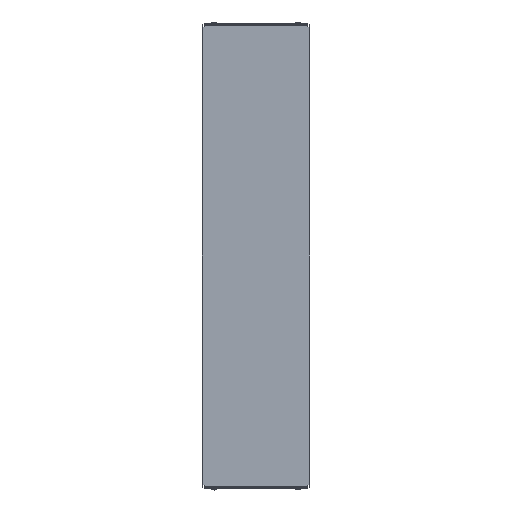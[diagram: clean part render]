
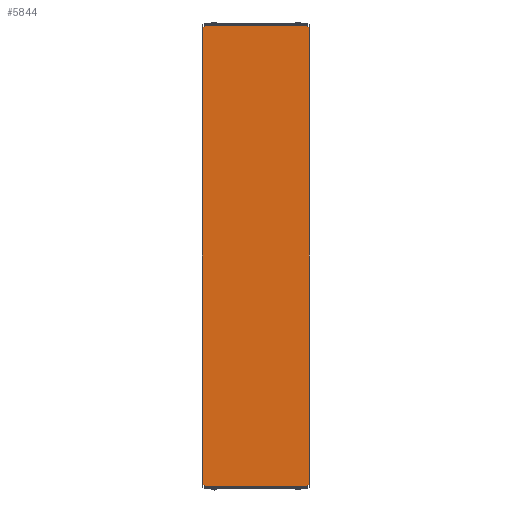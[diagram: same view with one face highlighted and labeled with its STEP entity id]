
A CAD part, left-side view. The second image highlights one B-rep face of the part: STEP entity #5844.
In plain terms, the highlighted face is planar.
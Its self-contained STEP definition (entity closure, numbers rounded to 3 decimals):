
#4 = CARTESIAN_POINT ( 'NONE',  ( -300.5, 139.5, -0.5 ) ) ;
#94 = DIRECTION ( 'NONE',  ( 0., -1., 0. ) ) ;
#276 = ORIENTED_EDGE ( 'NONE', *, *, #8368, .T. ) ;
#430 = VERTEX_POINT ( 'NONE', #4784 ) ;
#439 = VECTOR ( 'NONE', #6073, 1000. ) ;
#447 = CARTESIAN_POINT ( 'NONE',  ( -303., 2.3, -0.5 ) ) ;
#496 = VERTEX_POINT ( 'NONE', #4324 ) ;
#501 = CARTESIAN_POINT ( 'NONE',  ( -300.5, 0.5, -0.5 ) ) ;
#568 = VECTOR ( 'NONE', #5623, 1000. ) ;
#617 = LINE ( 'NONE', #6095, #3374 ) ;
#641 = VERTEX_POINT ( 'NONE', #2360 ) ;
#643 = LINE ( 'NONE', #2833, #568 ) ;
#655 = ORIENTED_EDGE ( 'NONE', *, *, #6184, .F. ) ;
#805 = VECTOR ( 'NONE', #3399, 1000. ) ;
#905 = PLANE ( 'NONE',  #5409 ) ;
#945 = FACE_OUTER_BOUND ( 'NONE', #4343, .T. ) ;
#949 = VERTEX_POINT ( 'NONE', #4 ) ;
#953 = CARTESIAN_POINT ( 'NONE',  ( -300.5, 0.5, -0.5 ) ) ;
#1013 = ORIENTED_EDGE ( 'NONE', *, *, #1409, .T. ) ;
#1060 = DIRECTION ( 'NONE',  ( 1., 0., 0. ) ) ;
#1186 = CARTESIAN_POINT ( 'NONE',  ( 300.5, 0.5, -0.5 ) ) ;
#1189 = LINE ( 'NONE', #501, #6161 ) ;
#1202 = VERTEX_POINT ( 'NONE', #7443 ) ;
#1201 = VECTOR ( 'NONE', #4507, 1000. ) ;
#1257 = EDGE_CURVE ( 'NONE', #3573, #2344, #4710, .T. ) ;
#1290 = ORIENTED_EDGE ( 'NONE', *, *, #5569, .T. ) ;
#1409 = EDGE_CURVE ( 'NONE', #949, #496, #643, .T. ) ;
#1430 = CARTESIAN_POINT ( 'NONE',  ( -304., 2.3, -0.5 ) ) ;
#1682 = CARTESIAN_POINT ( 'NONE',  ( 303., 2.3, -0.5 ) ) ;
#1837 = CARTESIAN_POINT ( 'NONE',  ( -304., 137.7, -0.5 ) ) ;
#1954 = ORIENTED_EDGE ( 'NONE', *, *, #5020, .F. ) ;
#2043 = ORIENTED_EDGE ( 'NONE', *, *, #8352, .T. ) ;
#2082 = EDGE_CURVE ( 'NONE', #1202, #5653, #8431, .T. ) ;
#2223 = DIRECTION ( 'NONE',  ( 1., 0., 0. ) ) ;
#2344 = VERTEX_POINT ( 'NONE', #2683 ) ;
#2360 = CARTESIAN_POINT ( 'NONE',  ( 300.5, 2.3, -0.5 ) ) ;
#2428 = EDGE_CURVE ( 'NONE', #3137, #3507, #4180, .T. ) ;
#2512 = LINE ( 'NONE', #5940, #5128 ) ;
#2683 = CARTESIAN_POINT ( 'NONE',  ( 300.5, 137.7, -0.5 ) ) ;
#2833 = CARTESIAN_POINT ( 'NONE',  ( -304., 139.5, -0.5 ) ) ;
#2931 = ORIENTED_EDGE ( 'NONE', *, *, #2082, .T. ) ;
#3137 = VERTEX_POINT ( 'NONE', #447 ) ;
#3161 = EDGE_CURVE ( 'NONE', #641, #5206, #7434, .T. ) ;
#3190 = LINE ( 'NONE', #3911, #1201 ) ;
#3204 = VECTOR ( 'NONE', #8570, 1000. ) ;
#3248 = DIRECTION ( 'NONE',  ( 0., -1., 0. ) ) ;
#3374 = VECTOR ( 'NONE', #4904, 1000. ) ;
#3399 = DIRECTION ( 'NONE',  ( -1., 0., 0. ) ) ;
#3507 = VERTEX_POINT ( 'NONE', #7957 ) ;
#3573 = VERTEX_POINT ( 'NONE', #6605 ) ;
#3589 = CARTESIAN_POINT ( 'NONE',  ( -304., 0.5, -0.5 ) ) ;
#3911 = CARTESIAN_POINT ( 'NONE',  ( -304., 137.7, -0.5 ) ) ;
#3923 = LINE ( 'NONE', #6722, #4129 ) ;
#3967 = DIRECTION ( 'NONE',  ( 0., 1., 0. ) ) ;
#4078 = CARTESIAN_POINT ( 'NONE',  ( 300.5, 0.5, -0.5 ) ) ;
#4129 = VECTOR ( 'NONE', #3248, 1000. ) ;
#4180 = LINE ( 'NONE', #6101, #4375 ) ;
#4324 = CARTESIAN_POINT ( 'NONE',  ( 300.5, 139.5, -0.5 ) ) ;
#4343 = EDGE_LOOP ( 'NONE', ( #6671, #276, #8890, #655, #2931, #1954, #8396, #1290, #7106, #1013, #2043, #4697 ) ) ;
#4375 = VECTOR ( 'NONE', #5416, 1000. ) ;
#4507 = DIRECTION ( 'NONE',  ( 1., 0., 0. ) ) ;
#4697 = ORIENTED_EDGE ( 'NONE', *, *, #1257, .F. ) ;
#4710 = LINE ( 'NONE', #1837, #7272 ) ;
#4784 = CARTESIAN_POINT ( 'NONE',  ( -300.5, 137.7, -0.5 ) ) ;
#4808 = LINE ( 'NONE', #1430, #805 ) ;
#4904 = DIRECTION ( 'NONE',  ( 1., 0., 0. ) ) ;
#5020 = EDGE_CURVE ( 'NONE', #3137, #5653, #2512, .T. ) ;
#5114 = EDGE_CURVE ( 'NONE', #430, #949, #1189, .T. ) ;
#5128 = VECTOR ( 'NONE', #1060, 1000. ) ;
#5206 = VERTEX_POINT ( 'NONE', #8394 ) ;
#5409 = AXIS2_PLACEMENT_3D ( 'NONE', #3589, #8475, #2223 ) ;
#5416 = DIRECTION ( 'NONE',  ( 0., 1., 0. ) ) ;
#5451 = VERTEX_POINT ( 'NONE', #1682 ) ;
#5569 = EDGE_CURVE ( 'NONE', #3507, #430, #3190, .T. ) ;
#5595 = LINE ( 'NONE', #4078, #7937 ) ;
#5623 = DIRECTION ( 'NONE',  ( 1., 0., 0. ) ) ;
#5653 = VERTEX_POINT ( 'NONE', #8244 ) ;
#5844 = ADVANCED_FACE ( 'NONE', ( #945 ), #905, .F. ) ;
#5940 = CARTESIAN_POINT ( 'NONE',  ( -304., 2.3, -0.5 ) ) ;
#6073 = DIRECTION ( 'NONE',  ( 0., -1., 0. ) ) ;
#6095 = CARTESIAN_POINT ( 'NONE',  ( -304., 0.5, -0.5 ) ) ;
#6101 = CARTESIAN_POINT ( 'NONE',  ( -303., 2.3, -0.5 ) ) ;
#6161 = VECTOR ( 'NONE', #3967, 1000. ) ;
#6184 = EDGE_CURVE ( 'NONE', #1202, #5206, #617, .T. ) ;
#6605 = CARTESIAN_POINT ( 'NONE',  ( 303., 137.7, -0.5 ) ) ;
#6671 = ORIENTED_EDGE ( 'NONE', *, *, #7807, .T. ) ;
#6722 = CARTESIAN_POINT ( 'NONE',  ( 303., 137.7, -0.5 ) ) ;
#6725 = DIRECTION ( 'NONE',  ( -1., 0., 0. ) ) ;
#7106 = ORIENTED_EDGE ( 'NONE', *, *, #5114, .T. ) ;
#7272 = VECTOR ( 'NONE', #6725, 1000. ) ;
#7434 = LINE ( 'NONE', #1186, #439 ) ;
#7443 = CARTESIAN_POINT ( 'NONE',  ( -300.5, 0.5, -0.5 ) ) ;
#7807 = EDGE_CURVE ( 'NONE', #3573, #5451, #3923, .T. ) ;
#7937 = VECTOR ( 'NONE', #94, 1000. ) ;
#7957 = CARTESIAN_POINT ( 'NONE',  ( -303., 137.7, -0.5 ) ) ;
#8244 = CARTESIAN_POINT ( 'NONE',  ( -300.5, 2.3, -0.5 ) ) ;
#8352 = EDGE_CURVE ( 'NONE', #496, #2344, #5595, .T. ) ;
#8368 = EDGE_CURVE ( 'NONE', #5451, #641, #4808, .T. ) ;
#8394 = CARTESIAN_POINT ( 'NONE',  ( 300.5, 0.5, -0.5 ) ) ;
#8396 = ORIENTED_EDGE ( 'NONE', *, *, #2428, .T. ) ;
#8431 = LINE ( 'NONE', #953, #3204 ) ;
#8475 = DIRECTION ( 'NONE',  ( 0., 0., 1. ) ) ;
#8570 = DIRECTION ( 'NONE',  ( 0., 1., 0. ) ) ;
#8890 = ORIENTED_EDGE ( 'NONE', *, *, #3161, .T. ) ;
